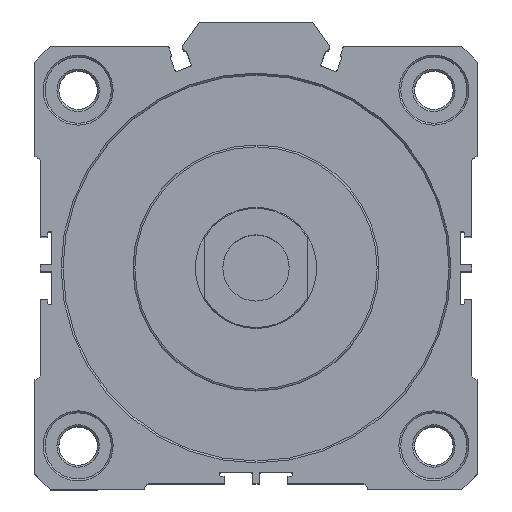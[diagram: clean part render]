
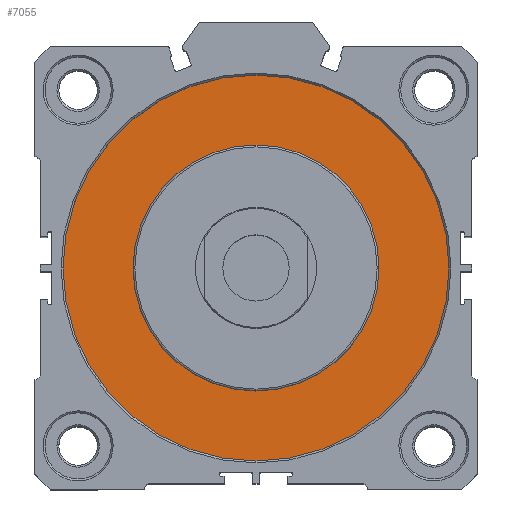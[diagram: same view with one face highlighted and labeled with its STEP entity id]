
A CAD part, top view. The second image highlights one B-rep face of the part: STEP entity #7055.
In plain terms, the highlighted planar face has unit normal (0, 0, 1).
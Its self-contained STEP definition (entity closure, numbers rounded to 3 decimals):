
#192 = ORIENTED_EDGE ( 'NONE', *, *, #1948, .F. ) ;
#324 = CIRCLE ( 'NONE', #6230, 32.5 ) ;
#461 = EDGE_CURVE ( 'NONE', #3419, #1943, #6475, .T. ) ;
#625 = PLANE ( 'NONE',  #6766 ) ;
#659 = CARTESIAN_POINT ( 'NONE',  ( 0., 0., 38.5 ) ) ;
#940 = EDGE_LOOP ( 'NONE', ( #7737, #6592 ) ) ;
#1216 = CARTESIAN_POINT ( 'NONE',  ( 0., 0., 38.5 ) ) ;
#1285 = DIRECTION ( 'NONE',  ( 0., 0., 1. ) ) ;
#1286 = DIRECTION ( 'NONE',  ( 0., 0., 1. ) ) ;
#1420 = CARTESIAN_POINT ( 'NONE',  ( 32.5, 0., 38.5 ) ) ;
#1698 = CARTESIAN_POINT ( 'NONE',  ( -51., 0., 38.5 ) ) ;
#1851 = DIRECTION ( 'NONE',  ( 1., 0., 0. ) ) ;
#1943 = VERTEX_POINT ( 'NONE', #1420 ) ;
#1948 = EDGE_CURVE ( 'NONE', #1943, #3419, #324, .T. ) ;
#2040 = DIRECTION ( 'NONE',  ( 0., 0., 1. ) ) ;
#2151 = CIRCLE ( 'NONE', #3739, 51. ) ;
#2497 = VERTEX_POINT ( 'NONE', #1698 ) ;
#2704 = CARTESIAN_POINT ( 'NONE',  ( 0., 0., 38.5 ) ) ;
#2872 = AXIS2_PLACEMENT_3D ( 'NONE', #1216, #5642, #1851 ) ;
#2899 = FACE_OUTER_BOUND ( 'NONE', #940, .T. ) ;
#3327 = DIRECTION ( 'NONE',  ( 1., 0., 0. ) ) ;
#3419 = VERTEX_POINT ( 'NONE', #3587 ) ;
#3587 = CARTESIAN_POINT ( 'NONE',  ( -32.5, 0., 38.5 ) ) ;
#3739 = AXIS2_PLACEMENT_3D ( 'NONE', #5842, #2040, #6458 ) ;
#3996 = VERTEX_POINT ( 'NONE', #4524 ) ;
#4246 = EDGE_LOOP ( 'NONE', ( #5795, #192 ) ) ;
#4524 = CARTESIAN_POINT ( 'NONE',  ( 51., 0., 38.5 ) ) ;
#4921 = EDGE_CURVE ( 'NONE', #3996, #2497, #2151, .T. ) ;
#5000 = CIRCLE ( 'NONE', #2872, 51. ) ;
#5087 = CARTESIAN_POINT ( 'NONE',  ( 0., 0., 38.5 ) ) ;
#5642 = DIRECTION ( 'NONE',  ( 0., 0., 1. ) ) ;
#5723 = EDGE_CURVE ( 'NONE', #2497, #3996, #5000, .T. ) ;
#5730 = DIRECTION ( 'NONE',  ( 1., 0., 0. ) ) ;
#5731 = DIRECTION ( 'NONE',  ( 1., 0., 0. ) ) ;
#5795 = ORIENTED_EDGE ( 'NONE', *, *, #461, .F. ) ;
#5842 = CARTESIAN_POINT ( 'NONE',  ( 0., 0., 38.5 ) ) ;
#6070 = FACE_BOUND ( 'NONE', #4246, .T. ) ;
#6230 = AXIS2_PLACEMENT_3D ( 'NONE', #2704, #7119, #3327 ) ;
#6458 = DIRECTION ( 'NONE',  ( 1., 0., 0. ) ) ;
#6475 = CIRCLE ( 'NONE', #7017, 32.5 ) ;
#6592 = ORIENTED_EDGE ( 'NONE', *, *, #5723, .T. ) ;
#6766 = AXIS2_PLACEMENT_3D ( 'NONE', #659, #1286, #5731 ) ;
#7017 = AXIS2_PLACEMENT_3D ( 'NONE', #5087, #1285, #5730 ) ;
#7055 = ADVANCED_FACE ( 'NONE', ( #6070, #2899 ), #625, .T. ) ;
#7119 = DIRECTION ( 'NONE',  ( 0., 0., 1. ) ) ;
#7737 = ORIENTED_EDGE ( 'NONE', *, *, #4921, .T. ) ;
